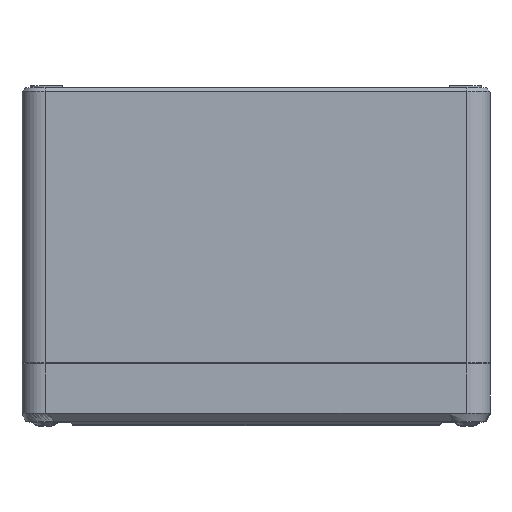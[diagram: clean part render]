
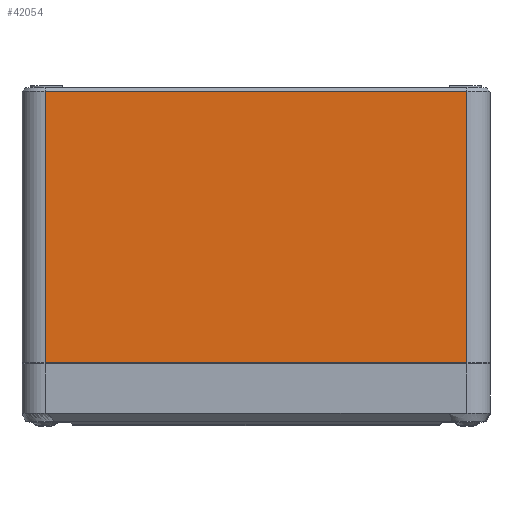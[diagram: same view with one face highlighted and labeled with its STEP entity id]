
A CAD part, top view. The second image highlights one B-rep face of the part: STEP entity #42054.
In plain terms, the highlighted planar face has unit normal (0, 0, 1).
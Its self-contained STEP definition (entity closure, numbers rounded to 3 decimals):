
#8154=PLANE('',#44655);
#8781=FACE_OUTER_BOUND('',#11492,.T.);
#11492=EDGE_LOOP('',(#30676,#30677,#30678,#30679));
#14729=LINE('',#69704,#15765);
#14806=LINE('',#70901,#15842);
#14807=LINE('',#70903,#15843);
#14808=LINE('',#70904,#15844);
#15765=VECTOR('',#47049,10.);
#15842=VECTOR('',#47182,10.);
#15843=VECTOR('',#47183,10.);
#15844=VECTOR('',#47184,10.);
#17348=VERTEX_POINT('',#69693);
#17352=VERTEX_POINT('',#69702);
#17436=VERTEX_POINT('',#70900);
#17437=VERTEX_POINT('',#70902);
#22314=EDGE_CURVE('',#17348,#17352,#14729,.T.);
#22441=EDGE_CURVE('',#17436,#17352,#14806,.T.);
#22442=EDGE_CURVE('',#17437,#17436,#14807,.T.);
#22443=EDGE_CURVE('',#17437,#17348,#14808,.T.);
#30676=ORIENTED_EDGE('',*,*,#22314,.T.);
#30677=ORIENTED_EDGE('',*,*,#22441,.F.);
#30678=ORIENTED_EDGE('',*,*,#22442,.F.);
#30679=ORIENTED_EDGE('',*,*,#22443,.T.);
#42054=ADVANCED_FACE('',(#8781),#8154,.T.);
#44655=AXIS2_PLACEMENT_3D('',#70899,#47180,#47181);
#47049=DIRECTION('',(1.,0.,0.));
#47180=DIRECTION('center_axis',(0.,0.,1.));
#47181=DIRECTION('ref_axis',(-1.,0.,0.));
#47182=DIRECTION('',(0.,-1.,0.));
#47183=DIRECTION('',(1.,0.,0.));
#47184=DIRECTION('',(0.,-1.,0.));
#69693=CARTESIAN_POINT('',(-116.,15.25,120.));
#69702=CARTESIAN_POINT('',(-6.,15.25,120.));
#69704=CARTESIAN_POINT('',(-33.5,15.25,120.));
#70899=CARTESIAN_POINT('Origin',(-6.,87.056,120.));
#70900=CARTESIAN_POINT('',(-6.,86.056,120.));
#70901=CARTESIAN_POINT('',(-6.,87.056,120.));
#70902=CARTESIAN_POINT('',(-116.,86.056,120.));
#70903=CARTESIAN_POINT('',(-33.5,86.056,120.));
#70904=CARTESIAN_POINT('',(-116.,87.056,120.));
